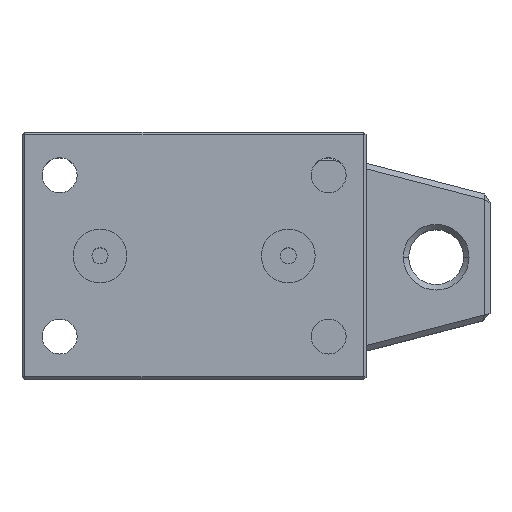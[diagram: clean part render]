
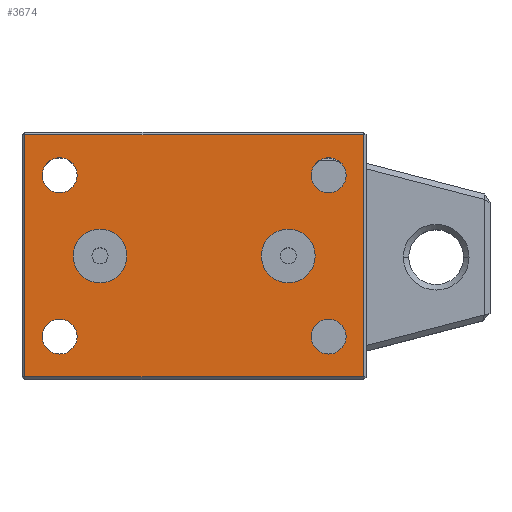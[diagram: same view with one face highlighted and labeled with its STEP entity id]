
A CAD part, top view. The second image highlights one B-rep face of the part: STEP entity #3674.
In plain terms, the highlighted planar face has unit normal (0, 0, 1).
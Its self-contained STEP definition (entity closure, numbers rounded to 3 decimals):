
#27 = DIRECTION ( 'NONE',  ( -1., 0., 0. ) ) ;
#31 = AXIS2_PLACEMENT_3D ( 'NONE', #2900, #9740, #3879 ) ;
#77 = ORIENTED_EDGE ( 'NONE', *, *, #9707, .F. ) ;
#494 = VERTEX_POINT ( 'NONE', #11485 ) ;
#527 = CIRCLE ( 'NONE', #3541, 3.25 ) ;
#568 = AXIS2_PLACEMENT_3D ( 'NONE', #3097, #9951, #4089 ) ;
#576 = CARTESIAN_POINT ( 'NONE',  ( 17.5, 0., 18. ) ) ;
#741 = ORIENTED_EDGE ( 'NONE', *, *, #11106, .T. ) ;
#825 = ORIENTED_EDGE ( 'NONE', *, *, #4099, .F. ) ;
#826 = DIRECTION ( 'NONE',  ( 1., 0., 0. ) ) ;
#861 = CARTESIAN_POINT ( 'NONE',  ( -28.25, 15., 18. ) ) ;
#920 = FACE_BOUND ( 'NONE', #3553, .T. ) ;
#977 = CARTESIAN_POINT ( 'NONE',  ( -25., -15., 18. ) ) ;
#1000 = CARTESIAN_POINT ( 'NONE',  ( -28.25, -15., 18. ) ) ;
#1071 = EDGE_CURVE ( 'NONE', #10714, #4157, #2959, .T. ) ;
#1184 = EDGE_CURVE ( 'NONE', #5188, #7629, #10185, .T. ) ;
#1203 = EDGE_LOOP ( 'NONE', ( #741, #5343, #6961, #3930 ) ) ;
#1227 = ORIENTED_EDGE ( 'NONE', *, *, #9830, .F. ) ;
#1258 = CARTESIAN_POINT ( 'NONE',  ( 31.5, -22.5, 18. ) ) ;
#1259 = DIRECTION ( 'NONE',  ( 0., 0., 1. ) ) ;
#1280 = AXIS2_PLACEMENT_3D ( 'NONE', #8478, #2618, #9462 ) ;
#1456 = CIRCLE ( 'NONE', #1280, 5. ) ;
#1524 = VERTEX_POINT ( 'NONE', #861 ) ;
#1586 = DIRECTION ( 'NONE',  ( 1., 0., 0. ) ) ;
#1706 = CIRCLE ( 'NONE', #11424, 3.25 ) ;
#1709 = AXIS2_PLACEMENT_3D ( 'NONE', #12588, #6735, #826 ) ;
#1760 = CARTESIAN_POINT ( 'NONE',  ( -17.5, 0., 18. ) ) ;
#1763 = CIRCLE ( 'NONE', #568, 5. ) ;
#1841 = PLANE ( 'NONE',  #2185 ) ;
#1877 = CIRCLE ( 'NONE', #31, 3.25 ) ;
#1978 = DIRECTION ( 'NONE',  ( 1., 0., 0. ) ) ;
#2185 = AXIS2_PLACEMENT_3D ( 'NONE', #5752, #2829, #9668 ) ;
#2459 = VERTEX_POINT ( 'NONE', #10345 ) ;
#2517 = CARTESIAN_POINT ( 'NONE',  ( 31.5, 23., 18. ) ) ;
#2618 = DIRECTION ( 'NONE',  ( 0., 0., 1. ) ) ;
#2746 = DIRECTION ( 'NONE',  ( 1., 0., 0. ) ) ;
#2777 = CARTESIAN_POINT ( 'NONE',  ( 31.5, 22.5, 18. ) ) ;
#2829 = DIRECTION ( 'NONE',  ( 0., 0., 1. ) ) ;
#2875 = EDGE_CURVE ( 'NONE', #11760, #9609, #1877, .T. ) ;
#2900 = CARTESIAN_POINT ( 'NONE',  ( 25., -15., 18. ) ) ;
#2959 = LINE ( 'NONE', #7283, #7863 ) ;
#3097 = CARTESIAN_POINT ( 'NONE',  ( -17.5, 0., 18. ) ) ;
#3100 = ORIENTED_EDGE ( 'NONE', *, *, #3960, .F. ) ;
#3288 = CARTESIAN_POINT ( 'NONE',  ( 25., 15., 18. ) ) ;
#3312 = CARTESIAN_POINT ( 'NONE',  ( -21.75, -15., 18. ) ) ;
#3363 = DIRECTION ( 'NONE',  ( 1., 0., 0. ) ) ;
#3512 = AXIS2_PLACEMENT_3D ( 'NONE', #1760, #8608, #2746 ) ;
#3537 = VERTEX_POINT ( 'NONE', #6331 ) ;
#3541 = AXIS2_PLACEMENT_3D ( 'NONE', #977, #7851, #1978 ) ;
#3553 = EDGE_LOOP ( 'NONE', ( #6597, #11619 ) ) ;
#3667 = ORIENTED_EDGE ( 'NONE', *, *, #4405, .F. ) ;
#3674 = ADVANCED_FACE ( 'NONE', ( #3858, #6168, #920, #6501, #11079, #8465, #5853 ), #1841, .T. ) ;
#3858 = FACE_BOUND ( 'NONE', #4734, .T. ) ;
#3879 = DIRECTION ( 'NONE',  ( 1., 0., 0. ) ) ;
#3922 = AXIS2_PLACEMENT_3D ( 'NONE', #10960, #5094, #11940 ) ;
#3930 = ORIENTED_EDGE ( 'NONE', *, *, #1071, .T. ) ;
#3960 = EDGE_CURVE ( 'NONE', #1524, #3537, #1706, .T. ) ;
#3966 = CARTESIAN_POINT ( 'NONE',  ( 28.25, -15., 18. ) ) ;
#3987 = VECTOR ( 'NONE', #27, 1000. ) ;
#4089 = DIRECTION ( 'NONE',  ( 1., 0., 0. ) ) ;
#4099 = EDGE_CURVE ( 'NONE', #3537, #1524, #11244, .T. ) ;
#4157 = VERTEX_POINT ( 'NONE', #1258 ) ;
#4286 = DIRECTION ( 'NONE',  ( 1., 0., 0. ) ) ;
#4357 = EDGE_LOOP ( 'NONE', ( #7985, #11517 ) ) ;
#4399 = VERTEX_POINT ( 'NONE', #2777 ) ;
#4405 = EDGE_CURVE ( 'NONE', #2459, #5738, #4490, .T. ) ;
#4490 = CIRCLE ( 'NONE', #1709, 3.25 ) ;
#4580 = VERTEX_POINT ( 'NONE', #8877 ) ;
#4637 = CARTESIAN_POINT ( 'NONE',  ( 25., -15., 18. ) ) ;
#4701 = CIRCLE ( 'NONE', #5843, 3.25 ) ;
#4734 = EDGE_LOOP ( 'NONE', ( #11958, #11626 ) ) ;
#4758 = VERTEX_POINT ( 'NONE', #3312 ) ;
#5082 = EDGE_LOOP ( 'NONE', ( #825, #3100 ) ) ;
#5094 = DIRECTION ( 'NONE',  ( 0., 0., 1. ) ) ;
#5188 = VERTEX_POINT ( 'NONE', #5862 ) ;
#5306 = CIRCLE ( 'NONE', #6001, 3.25 ) ;
#5343 = ORIENTED_EDGE ( 'NONE', *, *, #12591, .T. ) ;
#5380 = CARTESIAN_POINT ( 'NONE',  ( -31.5, -23., 18. ) ) ;
#5499 = EDGE_CURVE ( 'NONE', #494, #8243, #1456, .T. ) ;
#5629 = DIRECTION ( 'NONE',  ( 1., 0., 0. ) ) ;
#5738 = VERTEX_POINT ( 'NONE', #7431 ) ;
#5752 = CARTESIAN_POINT ( 'NONE',  ( 0., 0., 18. ) ) ;
#5799 = CARTESIAN_POINT ( 'NONE',  ( -25., -15., 18. ) ) ;
#5843 = AXIS2_PLACEMENT_3D ( 'NONE', #3288, #10146, #4286 ) ;
#5853 = FACE_OUTER_BOUND ( 'NONE', #1203, .T. ) ;
#5862 = CARTESIAN_POINT ( 'NONE',  ( -12.5, 0., 18. ) ) ;
#6001 = AXIS2_PLACEMENT_3D ( 'NONE', #4637, #11502, #5629 ) ;
#6168 = FACE_BOUND ( 'NONE', #8563, .T. ) ;
#6283 = EDGE_LOOP ( 'NONE', ( #1227, #3667 ) ) ;
#6331 = CARTESIAN_POINT ( 'NONE',  ( -21.75, 15., 18. ) ) ;
#6501 = FACE_BOUND ( 'NONE', #4357, .T. ) ;
#6597 = ORIENTED_EDGE ( 'NONE', *, *, #8832, .F. ) ;
#6735 = DIRECTION ( 'NONE',  ( 0., 0., 1. ) ) ;
#6794 = DIRECTION ( 'NONE',  ( 1., 0., 0. ) ) ;
#6861 = EDGE_CURVE ( 'NONE', #4580, #10714, #7736, .T. ) ;
#6959 = EDGE_CURVE ( 'NONE', #8243, #494, #12638, .T. ) ;
#6961 = ORIENTED_EDGE ( 'NONE', *, *, #6861, .T. ) ;
#7166 = CARTESIAN_POINT ( 'NONE',  ( -25., 15., 18. ) ) ;
#7283 = CARTESIAN_POINT ( 'NONE',  ( 32., -22.5, 18. ) ) ;
#7431 = CARTESIAN_POINT ( 'NONE',  ( 28.25, 15., 18. ) ) ;
#7475 = DIRECTION ( 'NONE',  ( 0., 0., 1. ) ) ;
#7629 = VERTEX_POINT ( 'NONE', #10603 ) ;
#7702 = LINE ( 'NONE', #2517, #12605 ) ;
#7736 = LINE ( 'NONE', #5380, #10016 ) ;
#7742 = EDGE_CURVE ( 'NONE', #12270, #4758, #527, .T. ) ;
#7851 = DIRECTION ( 'NONE',  ( 0., 0., 1. ) ) ;
#7863 = VECTOR ( 'NONE', #3363, 1000. ) ;
#7985 = ORIENTED_EDGE ( 'NONE', *, *, #2875, .F. ) ;
#8123 = DIRECTION ( 'NONE',  ( 1., 0., 0. ) ) ;
#8208 = AXIS2_PLACEMENT_3D ( 'NONE', #576, #7475, #1586 ) ;
#8243 = VERTEX_POINT ( 'NONE', #10632 ) ;
#8465 = FACE_BOUND ( 'NONE', #5082, .T. ) ;
#8478 = CARTESIAN_POINT ( 'NONE',  ( 17.5, 0., 18. ) ) ;
#8563 = EDGE_LOOP ( 'NONE', ( #9014, #77 ) ) ;
#8608 = DIRECTION ( 'NONE',  ( 0., 0., 1. ) ) ;
#8832 = EDGE_CURVE ( 'NONE', #4758, #12270, #9103, .T. ) ;
#8877 = CARTESIAN_POINT ( 'NONE',  ( -31.5, 22.5, 18. ) ) ;
#9014 = ORIENTED_EDGE ( 'NONE', *, *, #1184, .F. ) ;
#9103 = CIRCLE ( 'NONE', #12083, 3.25 ) ;
#9364 = DIRECTION ( 'NONE',  ( 0., 1., 0. ) ) ;
#9462 = DIRECTION ( 'NONE',  ( 1., 0., 0. ) ) ;
#9609 = VERTEX_POINT ( 'NONE', #12712 ) ;
#9668 = DIRECTION ( 'NONE',  ( 1., 0., 0. ) ) ;
#9694 = CARTESIAN_POINT ( 'NONE',  ( -31.5, -22.5, 18. ) ) ;
#9707 = EDGE_CURVE ( 'NONE', #7629, #5188, #1763, .T. ) ;
#9740 = DIRECTION ( 'NONE',  ( 0., 0., 1. ) ) ;
#9830 = EDGE_CURVE ( 'NONE', #5738, #2459, #4701, .T. ) ;
#9951 = DIRECTION ( 'NONE',  ( 0., 0., 1. ) ) ;
#10016 = VECTOR ( 'NONE', #12269, 1000. ) ;
#10146 = DIRECTION ( 'NONE',  ( 0., 0., 1. ) ) ;
#10185 = CIRCLE ( 'NONE', #3512, 5. ) ;
#10345 = CARTESIAN_POINT ( 'NONE',  ( 21.75, 15., 18. ) ) ;
#10503 = EDGE_CURVE ( 'NONE', #9609, #11760, #5306, .T. ) ;
#10603 = CARTESIAN_POINT ( 'NONE',  ( -22.5, 0., 18. ) ) ;
#10632 = CARTESIAN_POINT ( 'NONE',  ( 22.5, 0., 18. ) ) ;
#10714 = VERTEX_POINT ( 'NONE', #9694 ) ;
#10960 = CARTESIAN_POINT ( 'NONE',  ( -25., 15., 18. ) ) ;
#11079 = FACE_BOUND ( 'NONE', #6283, .T. ) ;
#11106 = EDGE_CURVE ( 'NONE', #4157, #4399, #7702, .T. ) ;
#11230 = LINE ( 'NONE', #11793, #3987 ) ;
#11244 = CIRCLE ( 'NONE', #3922, 3.25 ) ;
#11424 = AXIS2_PLACEMENT_3D ( 'NONE', #7166, #1259, #8123 ) ;
#11485 = CARTESIAN_POINT ( 'NONE',  ( 12.5, 0., 18. ) ) ;
#11502 = DIRECTION ( 'NONE',  ( 0., 0., 1. ) ) ;
#11517 = ORIENTED_EDGE ( 'NONE', *, *, #10503, .F. ) ;
#11619 = ORIENTED_EDGE ( 'NONE', *, *, #7742, .F. ) ;
#11626 = ORIENTED_EDGE ( 'NONE', *, *, #5499, .F. ) ;
#11760 = VERTEX_POINT ( 'NONE', #3966 ) ;
#11793 = CARTESIAN_POINT ( 'NONE',  ( -32., 22.5, 18. ) ) ;
#11940 = DIRECTION ( 'NONE',  ( 1., 0., 0. ) ) ;
#11958 = ORIENTED_EDGE ( 'NONE', *, *, #6959, .F. ) ;
#12083 = AXIS2_PLACEMENT_3D ( 'NONE', #5799, #12652, #6794 ) ;
#12269 = DIRECTION ( 'NONE',  ( 0., -1., 0. ) ) ;
#12270 = VERTEX_POINT ( 'NONE', #1000 ) ;
#12588 = CARTESIAN_POINT ( 'NONE',  ( 25., 15., 18. ) ) ;
#12591 = EDGE_CURVE ( 'NONE', #4399, #4580, #11230, .T. ) ;
#12605 = VECTOR ( 'NONE', #9364, 1000. ) ;
#12638 = CIRCLE ( 'NONE', #8208, 5. ) ;
#12652 = DIRECTION ( 'NONE',  ( 0., 0., 1. ) ) ;
#12712 = CARTESIAN_POINT ( 'NONE',  ( 21.75, -15., 18. ) ) ;
